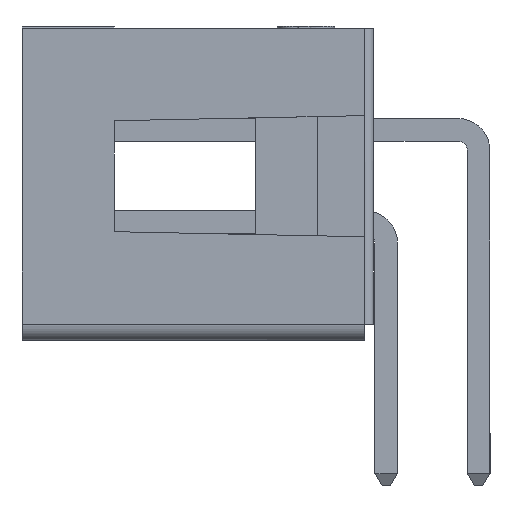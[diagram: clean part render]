
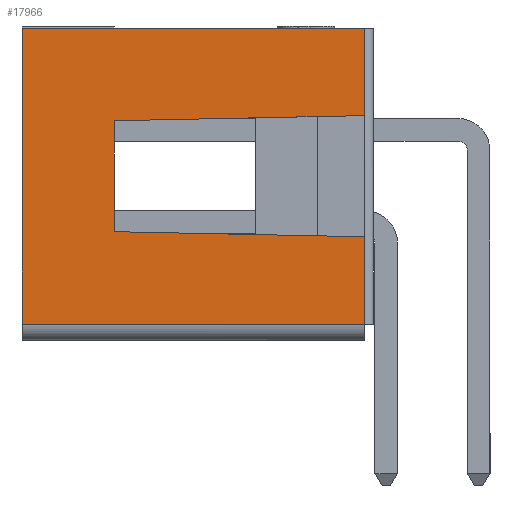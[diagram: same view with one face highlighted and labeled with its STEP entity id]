
A CAD part, left-side view. The second image highlights one B-rep face of the part: STEP entity #17966.
In plain terms, the highlighted planar face has unit normal (-1, 0, 0).
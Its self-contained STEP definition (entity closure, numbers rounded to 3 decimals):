
#15041=CARTESIAN_POINT('',(-16.354,8.74,6.045));
#15042=VERTEX_POINT('',#15041);
#15052=CARTESIAN_POINT('',(-16.354,8.74,2.997));
#15053=VERTEX_POINT('',#15052);
#15054=CARTESIAN_POINT('',(-16.354,8.74,2.997));
#15055=CARTESIAN_POINT('',(-16.354,8.74,4.013));
#15056=CARTESIAN_POINT('',(-16.354,8.74,5.029));
#15057=CARTESIAN_POINT('',(-16.354,8.74,6.045));
#15058=QUASI_UNIFORM_CURVE('',3,(#15054,#15055,#15056,#15057),.UNSPECIFIED.,.F.,.U.);
#15059=EDGE_CURVE('',#15053,#15042,#15058,.T.);
#15302=CARTESIAN_POINT('',(-16.354,1.882,0.457));
#15303=VERTEX_POINT('',#15302);
#15311=CARTESIAN_POINT('',(-16.354,11.28,0.457));
#15312=VERTEX_POINT('',#15311);
#15313=CARTESIAN_POINT('',(-16.354,11.28,0.457));
#15314=CARTESIAN_POINT('',(-16.354,8.147,0.457));
#15315=CARTESIAN_POINT('',(-16.354,5.014,0.457));
#15316=CARTESIAN_POINT('',(-16.354,1.882,0.457));
#15317=QUASI_UNIFORM_CURVE('',3,(#15313,#15314,#15315,#15316),.UNSPECIFIED.,.F.,.U.);
#15318=EDGE_CURVE('',#15312,#15303,#15317,.T.);
#15531=CARTESIAN_POINT('',(-16.354,1.882,6.185));
#15532=VERTEX_POINT('',#15531);
#15540=CARTESIAN_POINT('',(-16.354,8.74,6.045));
#15541=CARTESIAN_POINT('',(-16.354,6.454,6.092));
#15542=CARTESIAN_POINT('',(-16.354,4.168,6.138));
#15543=CARTESIAN_POINT('',(-16.354,1.882,6.185));
#15544=QUASI_UNIFORM_CURVE('',3,(#15540,#15541,#15542,#15543),.UNSPECIFIED.,.F.,.U.);
#15545=EDGE_CURVE('',#15042,#15532,#15544,.T.);
#15629=CARTESIAN_POINT('',(-16.354,1.882,2.858));
#15630=VERTEX_POINT('',#15629);
#15631=CARTESIAN_POINT('',(-16.354,1.882,2.858));
#15632=CARTESIAN_POINT('',(-16.354,4.168,2.904));
#15633=CARTESIAN_POINT('',(-16.354,6.454,2.951));
#15634=CARTESIAN_POINT('',(-16.354,8.74,2.997));
#15635=QUASI_UNIFORM_CURVE('',3,(#15631,#15632,#15633,#15634),.UNSPECIFIED.,.F.,.U.);
#15636=EDGE_CURVE('',#15630,#15053,#15635,.T.);
#17906=CARTESIAN_POINT('',(-16.354,1.882,8.585));
#17907=VERTEX_POINT('',#17906);
#17915=CARTESIAN_POINT('',(-16.354,1.882,6.185));
#17916=CARTESIAN_POINT('',(-16.354,1.882,6.985));
#17917=CARTESIAN_POINT('',(-16.354,1.882,7.785));
#17918=CARTESIAN_POINT('',(-16.354,1.882,8.585));
#17919=QUASI_UNIFORM_CURVE('',3,(#17915,#17916,#17917,#17918),.UNSPECIFIED.,.F.,.U.);
#17920=EDGE_CURVE('',#15532,#17907,#17919,.T.);
#17925=CARTESIAN_POINT('',(-16.354,1.882,0.457));
#17926=CARTESIAN_POINT('',(-16.354,1.882,1.257));
#17927=CARTESIAN_POINT('',(-16.354,1.882,2.057));
#17928=CARTESIAN_POINT('',(-16.354,1.882,2.858));
#17929=QUASI_UNIFORM_CURVE('',3,(#17925,#17926,#17927,#17928),.UNSPECIFIED.,.F.,.U.);
#17930=EDGE_CURVE('',#15303,#15630,#17929,.T.);
#17937=CARTESIAN_POINT('',(-16.354,1.412,0.051));
#17938=DIRECTION('',(-1.0,0.0,0.0));
#17939=DIRECTION('',(0.0,-1.0,0.0));
#17940=AXIS2_PLACEMENT_3D('',#17937,#17938,#17939);
#17941=PLANE('',#17940);
#17942=ORIENTED_EDGE('',*,*,#15545,.T.);
#17943=ORIENTED_EDGE('',*,*,#17920,.T.);
#17944=CARTESIAN_POINT('',(-16.354,11.28,8.585));
#17945=VERTEX_POINT('',#17944);
#17946=CARTESIAN_POINT('',(-16.354,1.882,8.585));
#17947=CARTESIAN_POINT('',(-16.354,5.014,8.585));
#17948=CARTESIAN_POINT('',(-16.354,8.147,8.585));
#17949=CARTESIAN_POINT('',(-16.354,11.28,8.585));
#17950=QUASI_UNIFORM_CURVE('',3,(#17946,#17947,#17948,#17949),.UNSPECIFIED.,.F.,.U.);
#17951=EDGE_CURVE('',#17907,#17945,#17950,.T.);
#17952=ORIENTED_EDGE('',*,*,#17951,.T.);
#17953=CARTESIAN_POINT('',(-16.354,11.28,0.457));
#17954=CARTESIAN_POINT('',(-16.354,11.28,3.167));
#17955=CARTESIAN_POINT('',(-16.354,11.28,5.876));
#17956=CARTESIAN_POINT('',(-16.354,11.28,8.585));
#17957=QUASI_UNIFORM_CURVE('',3,(#17953,#17954,#17955,#17956),.UNSPECIFIED.,.F.,.U.);
#17958=EDGE_CURVE('',#15312,#17945,#17957,.T.);
#17959=ORIENTED_EDGE('',*,*,#17958,.F.);
#17960=ORIENTED_EDGE('',*,*,#15318,.T.);
#17961=ORIENTED_EDGE('',*,*,#17930,.T.);
#17962=ORIENTED_EDGE('',*,*,#15636,.T.);
#17963=ORIENTED_EDGE('',*,*,#15059,.T.);
#17964=EDGE_LOOP('',(#17942,#17943,#17952,#17959,#17960,#17961,#17962,#17963));
#17965=FACE_OUTER_BOUND('',#17964,.T.);
#17966=ADVANCED_FACE('',(#17965),#17941,.T.);
